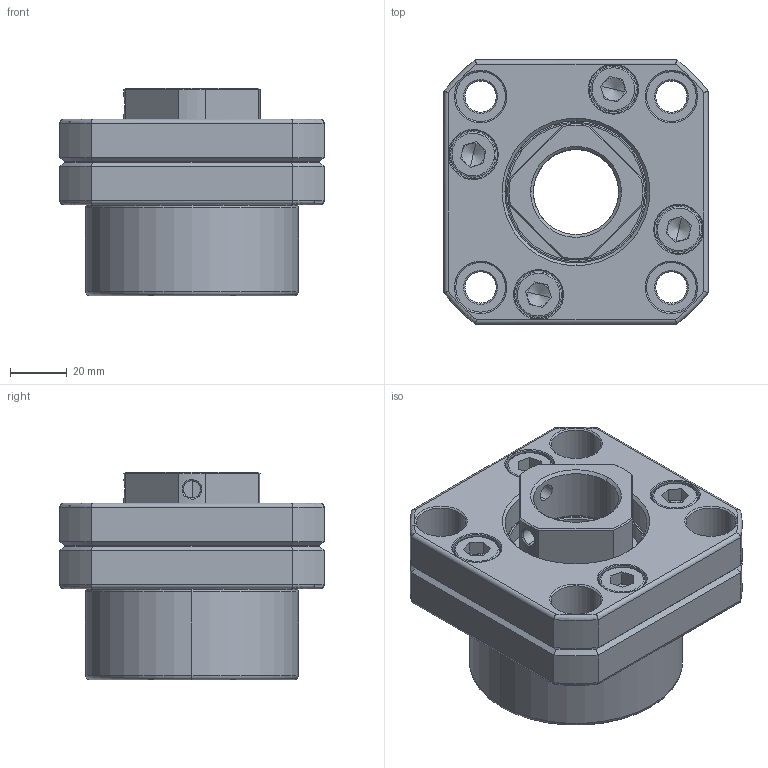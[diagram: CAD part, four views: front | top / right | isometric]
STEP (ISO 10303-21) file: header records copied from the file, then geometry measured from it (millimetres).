
FILE_DESCRIPTION (( 'STEP AP214' ), '1' );
FILE_NAME ('FK30疒玉.STEP', '2018-12-10T05:11:46', ( 'Windows 荤侩磊' ), ( '' ), 'SwSTEP 2.0', 'SolidWorks 2013', '' );
FILE_SCHEMA (( 'AUTOMOTIVE_DESIGN' ));
Length unit declared in the file: millimetre
Products named in the file (8): M10 x 16L螺絲; 7206A 軸承; 軸封; 鎖固螺帽(成_); FK30間隔圈; FK30軸承_(成_); FK30軸承座_體(成_); FK30疒玉
Assembly tree (13 placements, depth 2):
  FK30疒玉
    FK30軸承座_體(成_)
    FK30軸承_(成_)
    FK30間隔圈  x2
    鎖固螺帽(成_)
    軸封  x2
    7206A 軸承  x2
    M10 x 16L螺絲  x4
Bounding box: 93 x 93 x 73 mm (x, y, z)
Volume: 288233.9 mm3; surface area: 120037.5 mm2
Topology: 41 solids, 41 shells, 587 faces, 1389 edges, 855 vertices
Faces by surface type: cylinder 159, plane 134, cone 114, torus 100, sphere 52, bspline 28
Entity records: 15782 total; most frequent: CARTESIAN_POINT 6443, DIRECTION 2034, ORIENTED_EDGE 1706, AXIS2_PLACEMENT_3D 877, EDGE_CURVE 853, VERTEX_POINT 522, CIRCLE 479, EDGE_LOOP 461
